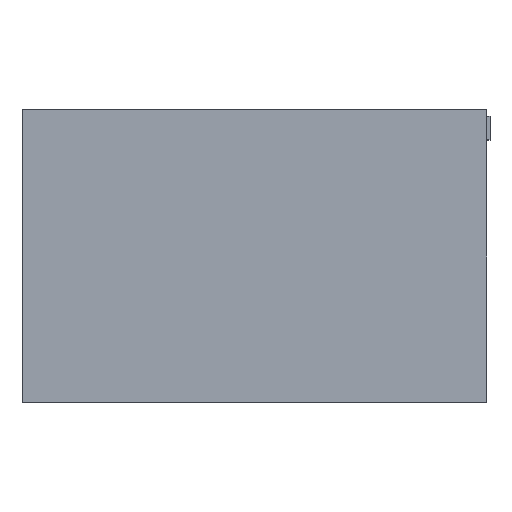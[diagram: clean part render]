
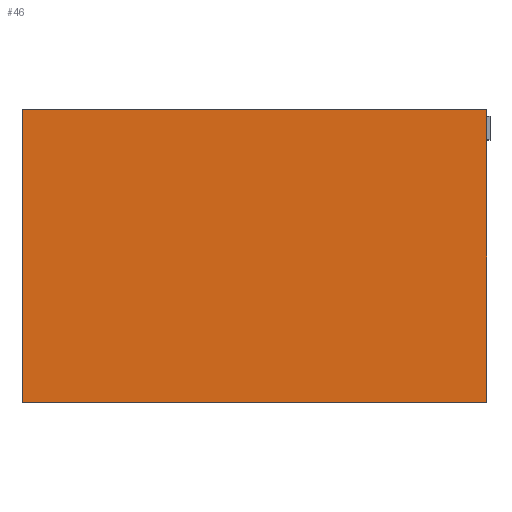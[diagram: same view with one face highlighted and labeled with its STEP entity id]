
A CAD part, left-side view. The second image highlights one B-rep face of the part: STEP entity #46.
In plain terms, the highlighted planar face has unit normal (-1, 0, 0).
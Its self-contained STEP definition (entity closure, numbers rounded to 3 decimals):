
#46 = ADVANCED_FACE( '', ( #160 ), #161, .F. );
#160 = FACE_OUTER_BOUND( '', #396, .T. );
#161 = PLANE( '', #397 );
#396 = EDGE_LOOP( '', ( #1700, #1701, #1702, #1703 ) );
#397 = AXIS2_PLACEMENT_3D( '', #1704, #1705, #1706 );
#1700 = ORIENTED_EDGE( '', *, *, #2593, .T. );
#1701 = ORIENTED_EDGE( '', *, *, #2594, .F. );
#1702 = ORIENTED_EDGE( '', *, *, #2595, .F. );
#1703 = ORIENTED_EDGE( '', *, *, #2596, .T. );
#1704 = CARTESIAN_POINT( '', ( -381., -244.475, 0. ) );
#1705 = DIRECTION( '', ( 1., 0., 0. ) );
#1706 = DIRECTION( '', ( 0., 0., -1. ) );
#2593 = EDGE_CURVE( '', #2858, #2859, #2860, .T. );
#2594 = EDGE_CURVE( '', #2861, #2859, #2862, .T. );
#2595 = EDGE_CURVE( '', #2863, #2861, #2864, .T. );
#2596 = EDGE_CURVE( '', #2863, #2858, #2865, .T. );
#2858 = VERTEX_POINT( '', #3287 );
#2859 = VERTEX_POINT( '', #3288 );
#2860 = LINE( '', #3289, #3290 );
#2861 = VERTEX_POINT( '', #3291 );
#2862 = LINE( '', #3292, #3293 );
#2863 = VERTEX_POINT( '', #3294 );
#2864 = LINE( '', #3295, #3296 );
#2865 = LINE( '', #3297, #3298 );
#3287 = CARTESIAN_POINT( '', ( -381., 244.475, 0. ) );
#3288 = CARTESIAN_POINT( '', ( -381., 244.475, -307.975 ) );
#3289 = CARTESIAN_POINT( '', ( -381., 244.475, 0. ) );
#3290 = VECTOR( '', #5152, 1000. );
#3291 = CARTESIAN_POINT( '', ( -381., -244.475, -307.975 ) );
#3292 = CARTESIAN_POINT( '', ( -381., -244.475, -307.975 ) );
#3293 = VECTOR( '', #5153, 1000. );
#3294 = CARTESIAN_POINT( '', ( -381., -244.475, 0. ) );
#3295 = CARTESIAN_POINT( '', ( -381., -244.475, 0. ) );
#3296 = VECTOR( '', #5154, 1000. );
#3297 = CARTESIAN_POINT( '', ( -381., -244.475, 0. ) );
#3298 = VECTOR( '', #5155, 1000. );
#5152 = DIRECTION( '', ( 0., 0., -1. ) );
#5153 = DIRECTION( '', ( 0., 1., 0. ) );
#5154 = DIRECTION( '', ( 0., 0., -1. ) );
#5155 = DIRECTION( '', ( 0., 1., 0. ) );
